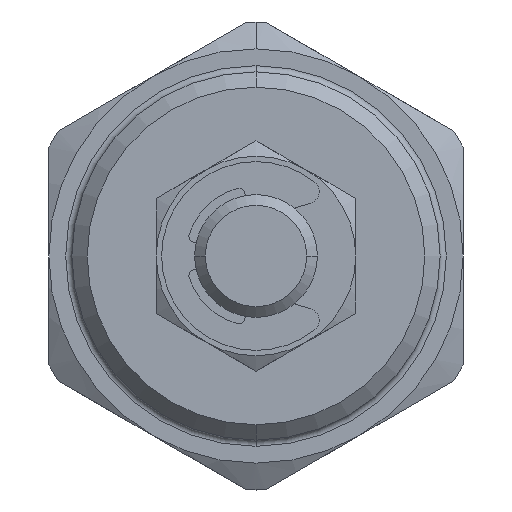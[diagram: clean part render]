
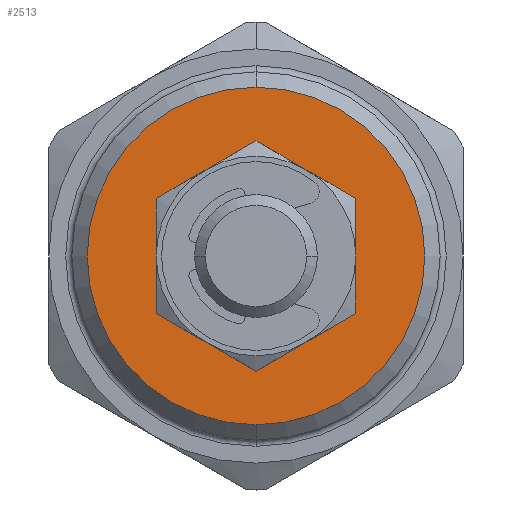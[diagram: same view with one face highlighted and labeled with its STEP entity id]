
A CAD part, left-side view. The second image highlights one B-rep face of the part: STEP entity #2513.
In plain terms, the highlighted planar face has unit normal (-1, 0, 0).
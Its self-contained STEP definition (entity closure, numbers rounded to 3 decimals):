
#172 = DIRECTION ( 'NONE',  ( -1., 0., 0. ) ) ;
#567 = DIRECTION ( 'NONE',  ( 0., 0., -1. ) ) ;
#574 = AXIS2_PLACEMENT_3D ( 'NONE', #4149, #1418, #5158 ) ;
#796 = CARTESIAN_POINT ( 'NONE',  ( -18.3, 0., 0. ) ) ;
#838 = VERTEX_POINT ( 'NONE', #3857 ) ;
#938 = EDGE_CURVE ( 'NONE', #1535, #838, #3206, .T. ) ;
#1395 = CARTESIAN_POINT ( 'NONE',  ( -18.3, -3.25, -5.629 ) ) ;
#1418 = DIRECTION ( 'NONE',  ( -1., 0., 0. ) ) ;
#1440 = VERTEX_POINT ( 'NONE', #1511 ) ;
#1511 = CARTESIAN_POINT ( 'NONE',  ( -18.3, 0., -11. ) ) ;
#1535 = VERTEX_POINT ( 'NONE', #1395 ) ;
#1705 = CIRCLE ( 'NONE', #4652, 11. ) ;
#1732 = FACE_OUTER_BOUND ( 'NONE', #3243, .T. ) ;
#1766 = ORIENTED_EDGE ( 'NONE', *, *, #4369, .T. ) ;
#1798 = AXIS2_PLACEMENT_3D ( 'NONE', #3105, #172, #3583 ) ;
#1835 = VERTEX_POINT ( 'NONE', #5333 ) ;
#2257 = DIRECTION ( 'NONE',  ( 0., 0., 1. ) ) ;
#2327 = EDGE_CURVE ( 'NONE', #838, #1535, #4739, .T. ) ;
#2363 = DIRECTION ( 'NONE',  ( 1., 0., 0. ) ) ;
#2413 = CARTESIAN_POINT ( 'NONE',  ( -18.3, 0., 0. ) ) ;
#2513 = ADVANCED_FACE ( 'NONE', ( #5403, #1732 ), #4585, .F. ) ;
#2890 = DIRECTION ( 'NONE',  ( 0., 0., -1. ) ) ;
#3105 = CARTESIAN_POINT ( 'NONE',  ( -18.3, 0., 0. ) ) ;
#3206 = CIRCLE ( 'NONE', #5740, 6.5 ) ;
#3243 = EDGE_LOOP ( 'NONE', ( #1766, #4770 ) ) ;
#3380 = ORIENTED_EDGE ( 'NONE', *, *, #2327, .F. ) ;
#3583 = DIRECTION ( 'NONE',  ( 0., 0., -1. ) ) ;
#3857 = CARTESIAN_POINT ( 'NONE',  ( -18.3, 3.25, 5.629 ) ) ;
#3966 = EDGE_LOOP ( 'NONE', ( #6144, #3380 ) ) ;
#4149 = CARTESIAN_POINT ( 'NONE',  ( -18.3, 0., 0. ) ) ;
#4369 = EDGE_CURVE ( 'NONE', #1835, #1440, #5237, .T. ) ;
#4585 = PLANE ( 'NONE',  #5167 ) ;
#4593 = CARTESIAN_POINT ( 'NONE',  ( -18.3, -11., 0. ) ) ;
#4652 = AXIS2_PLACEMENT_3D ( 'NONE', #2413, #5712, #2890 ) ;
#4739 = CIRCLE ( 'NONE', #574, 6.5 ) ;
#4770 = ORIENTED_EDGE ( 'NONE', *, *, #6037, .T. ) ;
#5158 = DIRECTION ( 'NONE',  ( 0., 0., -1. ) ) ;
#5167 = AXIS2_PLACEMENT_3D ( 'NONE', #4593, #2363, #2257 ) ;
#5237 = CIRCLE ( 'NONE', #1798, 11. ) ;
#5333 = CARTESIAN_POINT ( 'NONE',  ( -18.3, 0., 11. ) ) ;
#5403 = FACE_BOUND ( 'NONE', #3966, .T. ) ;
#5695 = DIRECTION ( 'NONE',  ( -1., 0., 0. ) ) ;
#5712 = DIRECTION ( 'NONE',  ( -1., 0., 0. ) ) ;
#5740 = AXIS2_PLACEMENT_3D ( 'NONE', #796, #5695, #567 ) ;
#6037 = EDGE_CURVE ( 'NONE', #1440, #1835, #1705, .T. ) ;
#6144 = ORIENTED_EDGE ( 'NONE', *, *, #938, .F. ) ;
